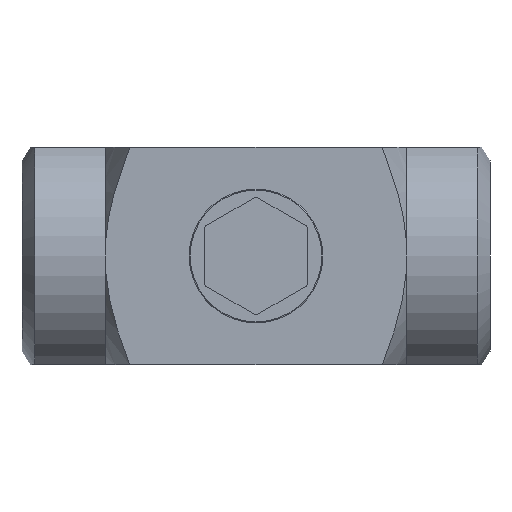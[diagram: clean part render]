
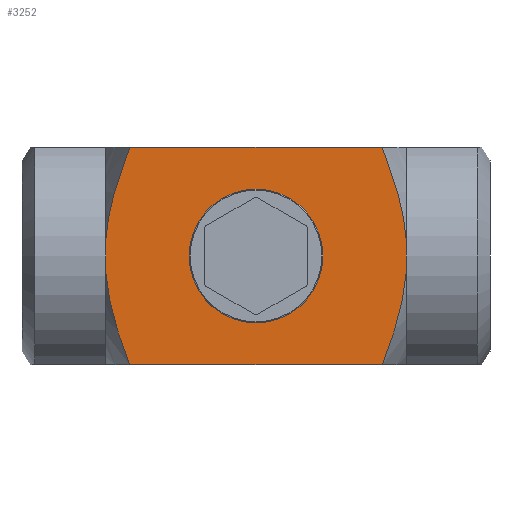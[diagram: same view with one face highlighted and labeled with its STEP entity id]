
A CAD part, front view. The second image highlights one B-rep face of the part: STEP entity #3252.
In plain terms, the highlighted planar face has unit normal (0, -1, 0).
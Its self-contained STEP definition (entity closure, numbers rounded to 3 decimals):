
#32=FACE_BOUND('',#1274,.T.);
#84=(
BOUNDED_CURVE()
B_SPLINE_CURVE(2,(#5478,#5479,#5480),.UNSPECIFIED.,.F.,.F.)
B_SPLINE_CURVE_WITH_KNOTS((3,3),(1.389,4.697),
 .UNSPECIFIED.)
CURVE()
GEOMETRIC_REPRESENTATION_ITEM()
RATIONAL_B_SPLINE_CURVE((1.055,1.092,1.))
REPRESENTATION_ITEM('')
);
#87=(
BOUNDED_CURVE()
B_SPLINE_CURVE(2,(#5517,#5518,#5519),.UNSPECIFIED.,.F.,.F.)
B_SPLINE_CURVE_WITH_KNOTS((3,3),(0.,3.308),.UNSPECIFIED.)
CURVE()
GEOMETRIC_REPRESENTATION_ITEM()
RATIONAL_B_SPLINE_CURVE((1.,1.092,1.055))
REPRESENTATION_ITEM('')
);
#93=(
BOUNDED_CURVE()
B_SPLINE_CURVE(2,(#5571,#5572,#5573),.UNSPECIFIED.,.F.,.F.)
B_SPLINE_CURVE_WITH_KNOTS((3,3),(0.,3.308),.UNSPECIFIED.)
CURVE()
GEOMETRIC_REPRESENTATION_ITEM()
RATIONAL_B_SPLINE_CURVE((1.,1.092,1.055))
REPRESENTATION_ITEM('')
);
#94=(
BOUNDED_CURVE()
B_SPLINE_CURVE(2,(#5578,#5579,#5580),.UNSPECIFIED.,.F.,.F.)
B_SPLINE_CURVE_WITH_KNOTS((3,3),(1.389,4.697),
 .UNSPECIFIED.)
CURVE()
GEOMETRIC_REPRESENTATION_ITEM()
RATIONAL_B_SPLINE_CURVE((1.055,1.092,1.))
REPRESENTATION_ITEM('')
);
#412=LINE('',#5364,#715);
#429=LINE('',#5488,#732);
#435=LINE('',#5524,#738);
#443=LINE('',#5556,#746);
#446=LINE('',#5575,#749);
#447=LINE('',#5577,#750);
#715=VECTOR('',#4009,10.);
#732=VECTOR('',#4110,10.);
#738=VECTOR('',#4140,10.);
#746=VECTOR('',#4160,10.);
#749=VECTOR('',#4167,10.);
#750=VECTOR('',#4168,10.);
#1089=FACE_OUTER_BOUND('',#1273,.T.);
#1273=EDGE_LOOP('',(#2917,#2918,#2919,#2920,#2921,#2922,#2923,#2924,#2925,
#2926));
#1274=EDGE_LOOP('',(#2927));
#1326=CIRCLE('',#3439,10.);
#1586=VERTEX_POINT('',#5362);
#1587=VERTEX_POINT('',#5363);
#1614=VERTEX_POINT('',#5450);
#1620=VERTEX_POINT('',#5477);
#1622=VERTEX_POINT('',#5487);
#1628=VERTEX_POINT('',#5511);
#1630=VERTEX_POINT('',#5516);
#1640=VERTEX_POINT('',#5552);
#1644=VERTEX_POINT('',#5570);
#1645=VERTEX_POINT('',#5574);
#1646=VERTEX_POINT('',#5576);
#1995=EDGE_CURVE('',#1586,#1587,#412,.T.);
#2031=EDGE_CURVE('',#1614,#1614,#1326,.T.);
#2039=EDGE_CURVE('',#1586,#1620,#84,.T.);
#2043=EDGE_CURVE('',#1620,#1622,#429,.T.);
#2056=EDGE_CURVE('',#1630,#1628,#87,.T.);
#2059=EDGE_CURVE('',#1622,#1630,#435,.T.);
#2072=EDGE_CURVE('',#1628,#1640,#443,.T.);
#2077=EDGE_CURVE('',#1644,#1640,#93,.T.);
#2078=EDGE_CURVE('',#1645,#1644,#446,.T.);
#2079=EDGE_CURVE('',#1646,#1645,#447,.T.);
#2080=EDGE_CURVE('',#1587,#1646,#94,.T.);
#2917=ORIENTED_EDGE('',*,*,#2072,.T.);
#2918=ORIENTED_EDGE('',*,*,#2077,.F.);
#2919=ORIENTED_EDGE('',*,*,#2078,.F.);
#2920=ORIENTED_EDGE('',*,*,#2079,.F.);
#2921=ORIENTED_EDGE('',*,*,#2080,.F.);
#2922=ORIENTED_EDGE('',*,*,#1995,.F.);
#2923=ORIENTED_EDGE('',*,*,#2039,.T.);
#2924=ORIENTED_EDGE('',*,*,#2043,.T.);
#2925=ORIENTED_EDGE('',*,*,#2059,.T.);
#2926=ORIENTED_EDGE('',*,*,#2056,.T.);
#2927=ORIENTED_EDGE('',*,*,#2031,.T.);
#3091=PLANE('',#3472);
#3252=ADVANCED_FACE('',(#1089,#32),#3091,.F.);
#3439=AXIS2_PLACEMENT_3D('',#5452,#4080,#4081);
#3472=AXIS2_PLACEMENT_3D('',#5569,#4165,#4166);
#4009=DIRECTION('',(1.,0.,0.));
#4080=DIRECTION('center_axis',(0.,1.,0.));
#4081=DIRECTION('ref_axis',(1.,0.,0.));
#4110=DIRECTION('',(0.,0.,-1.));
#4140=DIRECTION('',(0.,0.,-1.));
#4160=DIRECTION('',(1.,0.,0.));
#4165=DIRECTION('center_axis',(0.,1.,0.));
#4166=DIRECTION('ref_axis',(0.,0.,1.));
#4167=DIRECTION('',(0.,0.,-1.));
#4168=DIRECTION('',(0.,0.,-1.));
#5362=CARTESIAN_POINT('',(-107.776,-35.,32.5));
#5363=CARTESIAN_POINT('',(-32.224,-35.,32.5));
#5364=CARTESIAN_POINT('',(-115.,-35.,32.5));
#5450=CARTESIAN_POINT('',(-80.,-35.,0.));
#5452=CARTESIAN_POINT('Origin',(-70.,-35.,0.));
#5477=CARTESIAN_POINT('',(-115.,-35.,4.191));
#5478=CARTESIAN_POINT('Ctrl Pts',(-107.776,-35.,32.5));
#5479=CARTESIAN_POINT('Ctrl Pts',(-114.175,-35.,16.212));
#5480=CARTESIAN_POINT('Ctrl Pts',(-115.,-35.,4.191));
#5487=CARTESIAN_POINT('',(-115.,-35.,0.));
#5488=CARTESIAN_POINT('',(-115.,-35.,-16.25));
#5511=CARTESIAN_POINT('',(-107.776,-35.,-32.5));
#5516=CARTESIAN_POINT('',(-115.,-35.,-4.191));
#5517=CARTESIAN_POINT('Ctrl Pts',(-115.,-35.,-4.191));
#5518=CARTESIAN_POINT('Ctrl Pts',(-114.175,-35.,-16.212));
#5519=CARTESIAN_POINT('Ctrl Pts',(-107.776,-35.,-32.5));
#5524=CARTESIAN_POINT('',(-115.,-35.,-16.25));
#5552=CARTESIAN_POINT('',(-32.224,-35.,-32.5));
#5556=CARTESIAN_POINT('',(-25.,-35.,-32.5));
#5569=CARTESIAN_POINT('Origin',(-25.,-35.,-32.5));
#5570=CARTESIAN_POINT('',(-25.,-35.,-4.191));
#5571=CARTESIAN_POINT('Ctrl Pts',(-25.,-35.,-4.191));
#5572=CARTESIAN_POINT('Ctrl Pts',(-25.825,-35.,-16.212));
#5573=CARTESIAN_POINT('Ctrl Pts',(-32.224,-35.,-32.5));
#5574=CARTESIAN_POINT('',(-25.,-35.,0.));
#5575=CARTESIAN_POINT('',(-25.,-35.,-16.25));
#5576=CARTESIAN_POINT('',(-25.,-35.,4.191));
#5577=CARTESIAN_POINT('',(-25.,-35.,-16.25));
#5578=CARTESIAN_POINT('Ctrl Pts',(-32.224,-35.,32.5));
#5579=CARTESIAN_POINT('Ctrl Pts',(-25.825,-35.,16.212));
#5580=CARTESIAN_POINT('Ctrl Pts',(-25.,-35.,4.191));
